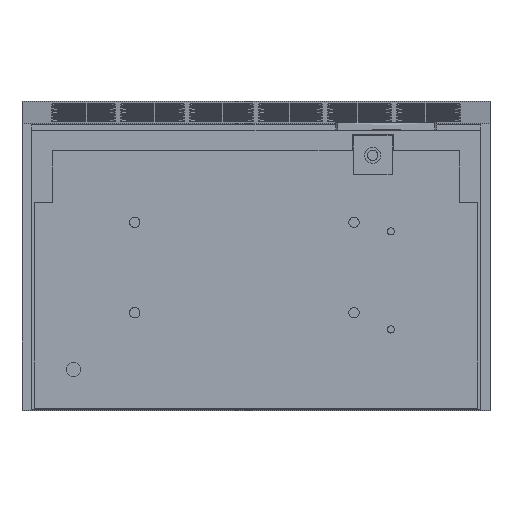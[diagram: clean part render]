
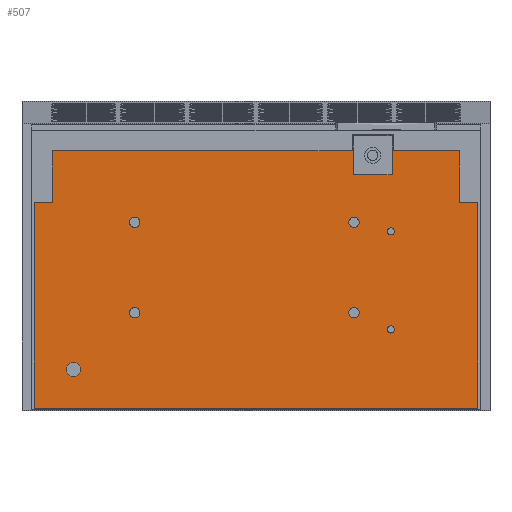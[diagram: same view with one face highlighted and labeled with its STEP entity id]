
A CAD part, front view. The second image highlights one B-rep face of the part: STEP entity #507.
In plain terms, the highlighted planar face has unit normal (0, -1, 0).
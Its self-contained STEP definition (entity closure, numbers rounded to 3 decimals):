
#507=ADVANCED_FACE('',(#2983,#2984,#2985,#2986,#2987,#2988,#2989,#2990,#2991),#2992,.T.);
#2983=FACE_OUTER_BOUND('',#6786,.T.);
#2984=FACE_BOUND('',#6787,.T.);
#2985=FACE_BOUND('',#6788,.T.);
#2986=FACE_BOUND('',#6789,.T.);
#2987=FACE_BOUND('',#6790,.T.);
#2988=FACE_BOUND('',#6791,.T.);
#2989=FACE_BOUND('',#6792,.T.);
#2990=FACE_BOUND('',#6793,.T.);
#2991=FACE_BOUND('',#6794,.T.);
#2992=PLANE('',#6795);
#6786=EDGE_LOOP('',(#14467,#14468,#14469,#14470,#14471,#14472,#14473,#14474,#14475,#14476,#14477,#14478));
#6787=EDGE_LOOP('',(#14479,#14480));
#6788=EDGE_LOOP('',(#14481,#14482));
#6789=EDGE_LOOP('',(#14483,#14484));
#6790=EDGE_LOOP('',(#14485,#14486));
#6791=EDGE_LOOP('',(#14487,#14488));
#6792=EDGE_LOOP('',(#14489,#14490));
#6793=EDGE_LOOP('',(#14491,#14492,#14493,#14494));
#6794=EDGE_LOOP('',(#14495,#14496));
#6795=AXIS2_PLACEMENT_3D('',#14497,#14498,#14499);
#14467=ORIENTED_EDGE('',*,*,#26463,.T.);
#14468=ORIENTED_EDGE('',*,*,#26461,.T.);
#14469=ORIENTED_EDGE('',*,*,#26459,.T.);
#14470=ORIENTED_EDGE('',*,*,#26457,.T.);
#14471=ORIENTED_EDGE('',*,*,#26455,.T.);
#14472=ORIENTED_EDGE('',*,*,#26453,.T.);
#14473=ORIENTED_EDGE('',*,*,#26451,.T.);
#14474=ORIENTED_EDGE('',*,*,#26449,.T.);
#14475=ORIENTED_EDGE('',*,*,#26447,.T.);
#14476=ORIENTED_EDGE('',*,*,#26445,.T.);
#14477=ORIENTED_EDGE('',*,*,#26443,.T.);
#14478=ORIENTED_EDGE('',*,*,#26441,.T.);
#14479=ORIENTED_EDGE('',*,*,#26464,.F.);
#14480=ORIENTED_EDGE('',*,*,#26465,.F.);
#14481=ORIENTED_EDGE('',*,*,#26466,.F.);
#14482=ORIENTED_EDGE('',*,*,#26467,.F.);
#14483=ORIENTED_EDGE('',*,*,#26468,.F.);
#14484=ORIENTED_EDGE('',*,*,#26469,.F.);
#14485=ORIENTED_EDGE('',*,*,#26470,.F.);
#14486=ORIENTED_EDGE('',*,*,#26471,.F.);
#14487=ORIENTED_EDGE('',*,*,#26472,.F.);
#14488=ORIENTED_EDGE('',*,*,#26473,.F.);
#14489=ORIENTED_EDGE('',*,*,#26474,.F.);
#14490=ORIENTED_EDGE('',*,*,#26475,.F.);
#14491=ORIENTED_EDGE('',*,*,#26476,.F.);
#14492=ORIENTED_EDGE('',*,*,#26477,.T.);
#14493=ORIENTED_EDGE('',*,*,#26478,.F.);
#14494=ORIENTED_EDGE('',*,*,#26479,.F.);
#14495=ORIENTED_EDGE('',*,*,#26480,.F.);
#14496=ORIENTED_EDGE('',*,*,#26481,.F.);
#14497=CARTESIAN_POINT('',(0.0,2.0,0.0));
#14498=DIRECTION('',(0.0,-1.0,0.0));
#14499=DIRECTION('',(0.0,0.0,-1.0));
#26441=EDGE_CURVE('',#32957,#32955,#32958,.T.);
#26443=EDGE_CURVE('',#32960,#32957,#32961,.T.);
#26445=EDGE_CURVE('',#32963,#32960,#32964,.T.);
#26447=EDGE_CURVE('',#32966,#32963,#32967,.T.);
#26449=EDGE_CURVE('',#32969,#32966,#32970,.T.);
#26451=EDGE_CURVE('',#32972,#32969,#32973,.T.);
#26453=EDGE_CURVE('',#32975,#32972,#32976,.T.);
#26455=EDGE_CURVE('',#32978,#32975,#32979,.T.);
#26457=EDGE_CURVE('',#32981,#32978,#32982,.T.);
#26459=EDGE_CURVE('',#32984,#32981,#32985,.T.);
#26461=EDGE_CURVE('',#32987,#32984,#32988,.T.);
#26463=EDGE_CURVE('',#32955,#32987,#32990,.T.);
#26464=EDGE_CURVE('',#32991,#32992,#32993,.T.);
#26465=EDGE_CURVE('',#32992,#32991,#32994,.T.);
#26466=EDGE_CURVE('',#32995,#32996,#32997,.T.);
#26467=EDGE_CURVE('',#32996,#32995,#32998,.T.);
#26468=EDGE_CURVE('',#32999,#33000,#33001,.T.);
#26469=EDGE_CURVE('',#33000,#32999,#33002,.T.);
#26470=EDGE_CURVE('',#33003,#33004,#33005,.T.);
#26471=EDGE_CURVE('',#33004,#33003,#33006,.T.);
#26472=EDGE_CURVE('',#33007,#33008,#33009,.T.);
#26473=EDGE_CURVE('',#33008,#33007,#33010,.T.);
#26474=EDGE_CURVE('',#33011,#33012,#33013,.T.);
#26475=EDGE_CURVE('',#33012,#33011,#33014,.T.);
#26476=EDGE_CURVE('',#33015,#33016,#33017,.T.);
#26477=EDGE_CURVE('',#33015,#33018,#33019,.T.);
#26478=EDGE_CURVE('',#33020,#33018,#33021,.T.);
#26479=EDGE_CURVE('',#33016,#33020,#33022,.T.);
#26480=EDGE_CURVE('',#33023,#33024,#33025,.T.);
#26481=EDGE_CURVE('',#33024,#33023,#33026,.T.);
#32955=VERTEX_POINT('',#44666);
#32957=VERTEX_POINT('',#44669);
#32958=LINE('',#44670,#44671);
#32960=VERTEX_POINT('',#44674);
#32961=LINE('',#44675,#44676);
#32963=VERTEX_POINT('',#44679);
#32964=LINE('',#44680,#44681);
#32966=VERTEX_POINT('',#44684);
#32967=LINE('',#44685,#44686);
#32969=VERTEX_POINT('',#44689);
#32970=LINE('',#44690,#44691);
#32972=VERTEX_POINT('',#44694);
#32973=LINE('',#44695,#44696);
#32975=VERTEX_POINT('',#44699);
#32976=LINE('',#44700,#44701);
#32978=VERTEX_POINT('',#44704);
#32979=LINE('',#44705,#44706);
#32981=VERTEX_POINT('',#44709);
#32982=LINE('',#44710,#44711);
#32984=VERTEX_POINT('',#44714);
#32985=LINE('',#44715,#44716);
#32987=VERTEX_POINT('',#44719);
#32988=LINE('',#44720,#44721);
#32990=LINE('',#44724,#44725);
#32991=VERTEX_POINT('',#44726);
#32992=VERTEX_POINT('',#44727);
#32993=CIRCLE('',#44728,4.0);
#32994=CIRCLE('',#44729,4.0);
#32995=VERTEX_POINT('',#44730);
#32996=VERTEX_POINT('',#44731);
#32997=CIRCLE('',#44732,4.0);
#32998=CIRCLE('',#44733,4.0);
#32999=VERTEX_POINT('',#44734);
#33000=VERTEX_POINT('',#44735);
#33001=CIRCLE('',#44736,4.0);
#33002=CIRCLE('',#44737,4.0);
#33003=VERTEX_POINT('',#44738);
#33004=VERTEX_POINT('',#44739);
#33005=CIRCLE('',#44740,2.75);
#33006=CIRCLE('',#44741,2.75);
#33007=VERTEX_POINT('',#44742);
#33008=VERTEX_POINT('',#44743);
#33009=CIRCLE('',#44744,4.0);
#33010=CIRCLE('',#44745,4.0);
#33011=VERTEX_POINT('',#44746);
#33012=VERTEX_POINT('',#44747);
#33013=CIRCLE('',#44748,2.75);
#33014=CIRCLE('',#44749,2.75);
#33015=VERTEX_POINT('',#44750);
#33016=VERTEX_POINT('',#44751);
#33017=LINE('',#44752,#44753);
#33018=VERTEX_POINT('',#44754);
#33019=LINE('',#44755,#44756);
#33020=VERTEX_POINT('',#44757);
#33021=LINE('',#44758,#44759);
#33022=LINE('',#44760,#44761);
#33023=VERTEX_POINT('',#44762);
#33024=VERTEX_POINT('',#44763);
#33025=CIRCLE('',#44764,5.5);
#33026=CIRCLE('',#44765,5.5);
#44666=CARTESIAN_POINT('',(332.0,2.0,200.5));
#44669=CARTESIAN_POINT('',(332.0,2.0,160.49));
#44670=CARTESIAN_POINT('',(332.0,2.0,160.49));
#44671=VECTOR('',#53409,40.01);
#44674=CARTESIAN_POINT('',(346.0,2.0,160.49));
#44675=CARTESIAN_POINT('',(346.0,2.0,160.49));
#44676=VECTOR('',#53411,14.0);
#44679=CARTESIAN_POINT('',(346.0,2.0,1.0));
#44680=CARTESIAN_POINT('',(346.0,2.0,1.0));
#44681=VECTOR('',#53413,159.49);
#44684=CARTESIAN_POINT('',(2.0,2.0,1.));
#44685=CARTESIAN_POINT('',(2.0,2.0,1.0));
#44686=VECTOR('',#53415,344.0);
#44689=CARTESIAN_POINT('',(2.0,2.0,160.49));
#44690=CARTESIAN_POINT('',(2.0,2.0,160.49));
#44691=VECTOR('',#53417,159.49);
#44694=CARTESIAN_POINT('',(16.0,2.0,160.49));
#44695=CARTESIAN_POINT('',(16.0,2.0,160.49));
#44696=VECTOR('',#53419,14.0);
#44699=CARTESIAN_POINT('',(16.0,2.0,200.5));
#44700=CARTESIAN_POINT('',(16.0,2.0,200.5));
#44701=VECTOR('',#53421,40.01);
#44704=CARTESIAN_POINT('',(248.5,2.0,200.5));
#44705=CARTESIAN_POINT('',(248.5,2.0,200.5));
#44706=VECTOR('',#53423,232.5);
#44709=CARTESIAN_POINT('',(248.5,2.0,213.0));
#44710=CARTESIAN_POINT('',(248.5,2.0,213.0));
#44711=VECTOR('',#53425,12.5);
#44714=CARTESIAN_POINT('',(280.5,2.0,213.0));
#44715=CARTESIAN_POINT('',(280.5,2.0,213.0));
#44716=VECTOR('',#53427,32.0);
#44719=CARTESIAN_POINT('',(280.5,2.0,200.5));
#44720=CARTESIAN_POINT('',(280.5,2.0,200.5));
#44721=VECTOR('',#53429,12.5);
#44724=CARTESIAN_POINT('',(332.0,2.0,200.5));
#44725=VECTOR('',#53431,51.5);
#44726=CARTESIAN_POINT('',(80.0,2.0,71.0));
#44727=CARTESIAN_POINT('',(80.0,2.0,79.0));
#44728=AXIS2_PLACEMENT_3D('',#53432,#53433,#53434);
#44729=AXIS2_PLACEMENT_3D('',#53435,#53436,#53437);
#44730=CARTESIAN_POINT('',(80.0,2.0,141.0));
#44731=CARTESIAN_POINT('',(80.0,2.0,149.0));
#44732=AXIS2_PLACEMENT_3D('',#53438,#53439,#53440);
#44733=AXIS2_PLACEMENT_3D('',#53441,#53442,#53443);
#44734=CARTESIAN_POINT('',(250.0,2.0,141.0));
#44735=CARTESIAN_POINT('',(250.0,2.0,149.0));
#44736=AXIS2_PLACEMENT_3D('',#53444,#53445,#53446);
#44737=AXIS2_PLACEMENT_3D('',#53447,#53448,#53449);
#44738=CARTESIAN_POINT('',(278.5,2.0,135.25));
#44739=CARTESIAN_POINT('',(278.5,2.0,140.75));
#44740=AXIS2_PLACEMENT_3D('',#53450,#53451,#53452);
#44741=AXIS2_PLACEMENT_3D('',#53453,#53454,#53455);
#44742=CARTESIAN_POINT('',(250.0,2.0,71.0));
#44743=CARTESIAN_POINT('',(250.0,2.0,79.0));
#44744=AXIS2_PLACEMENT_3D('',#53456,#53457,#53458);
#44745=AXIS2_PLACEMENT_3D('',#53459,#53460,#53461);
#44746=CARTESIAN_POINT('',(278.5,2.0,59.25));
#44747=CARTESIAN_POINT('',(278.5,2.0,64.75));
#44748=AXIS2_PLACEMENT_3D('',#53462,#53463,#53464);
#44749=AXIS2_PLACEMENT_3D('',#53465,#53466,#53467);
#44750=CARTESIAN_POINT('',(279.5,2.0,212.2));
#44751=CARTESIAN_POINT('',(249.5,2.0,212.2));
#44752=CARTESIAN_POINT('',(279.5,2.0,212.2));
#44753=VECTOR('',#53468,30.0);
#44754=CARTESIAN_POINT('',(279.5,2.0,182.0));
#44755=CARTESIAN_POINT('',(279.5,2.0,212.2));
#44756=VECTOR('',#53469,30.2);
#44757=CARTESIAN_POINT('',(249.5,2.0,182.0));
#44758=CARTESIAN_POINT('',(249.5,2.0,182.0));
#44759=VECTOR('',#53470,30.0);
#44760=CARTESIAN_POINT('',(249.5,2.0,212.2));
#44761=VECTOR('',#53471,30.2);
#44762=CARTESIAN_POINT('',(32.5,2.0,25.5));
#44763=CARTESIAN_POINT('',(32.5,2.0,36.5));
#44764=AXIS2_PLACEMENT_3D('',#53472,#53473,#53474);
#44765=AXIS2_PLACEMENT_3D('',#53475,#53476,#53477);
#53409=DIRECTION('',(0.0,0.0,1.0));
#53411=DIRECTION('',(-1.0,0.0,0.0));
#53413=DIRECTION('',(0.0,0.0,1.0));
#53415=DIRECTION('',(1.0,0.0,0.0));
#53417=DIRECTION('',(0.0,0.0,-1.0));
#53419=DIRECTION('',(-1.0,0.0,0.0));
#53421=DIRECTION('',(0.0,0.0,-1.0));
#53423=DIRECTION('',(-1.0,0.0,0.0));
#53425=DIRECTION('',(0.0,0.0,-1.0));
#53427=DIRECTION('',(-1.0,0.0,0.0));
#53429=DIRECTION('',(0.0,0.0,1.0));
#53431=DIRECTION('',(-1.0,0.0,0.0));
#53432=CARTESIAN_POINT('',(80.0,2.0,75.0));
#53433=DIRECTION('',(0.0,-1.0,0.0));
#53434=DIRECTION('',(0.0,0.0,-1.0));
#53435=CARTESIAN_POINT('',(80.0,2.0,75.0));
#53436=DIRECTION('',(0.0,-1.0,0.0));
#53437=DIRECTION('',(0.0,0.0,1.0));
#53438=CARTESIAN_POINT('',(80.0,2.0,145.0));
#53439=DIRECTION('',(0.0,-1.0,0.0));
#53440=DIRECTION('',(0.0,0.0,-1.0));
#53441=CARTESIAN_POINT('',(80.0,2.0,145.0));
#53442=DIRECTION('',(0.0,-1.0,0.0));
#53443=DIRECTION('',(0.0,0.0,1.0));
#53444=CARTESIAN_POINT('',(250.0,2.0,145.0));
#53445=DIRECTION('',(0.0,-1.0,0.0));
#53446=DIRECTION('',(0.0,0.0,-1.0));
#53447=CARTESIAN_POINT('',(250.0,2.0,145.0));
#53448=DIRECTION('',(0.0,-1.0,0.0));
#53449=DIRECTION('',(0.,0.0,1.0));
#53450=CARTESIAN_POINT('',(278.5,2.0,138.0));
#53451=DIRECTION('',(0.0,-1.0,0.0));
#53452=DIRECTION('',(0.0,0.0,-1.0));
#53453=CARTESIAN_POINT('',(278.5,2.0,138.0));
#53454=DIRECTION('',(0.0,-1.0,0.0));
#53455=DIRECTION('',(0.0,0.0,1.0));
#53456=CARTESIAN_POINT('',(250.0,2.0,75.0));
#53457=DIRECTION('',(0.0,-1.0,0.0));
#53458=DIRECTION('',(0.0,0.0,-1.0));
#53459=CARTESIAN_POINT('',(250.0,2.0,75.0));
#53460=DIRECTION('',(0.0,-1.0,0.0));
#53461=DIRECTION('',(0.0,0.0,1.0));
#53462=CARTESIAN_POINT('',(278.5,2.0,62.0));
#53463=DIRECTION('',(0.0,-1.0,0.0));
#53464=DIRECTION('',(0.0,0.0,-1.0));
#53465=CARTESIAN_POINT('',(278.5,2.0,62.0));
#53466=DIRECTION('',(0.0,-1.0,0.0));
#53467=DIRECTION('',(0.0,0.0,1.0));
#53468=DIRECTION('',(-1.0,0.0,0.0));
#53469=DIRECTION('',(0.0,0.0,-1.0));
#53470=DIRECTION('',(1.0,0.0,0.0));
#53471=DIRECTION('',(0.0,0.0,-1.0));
#53472=CARTESIAN_POINT('',(32.5,2.0,31.0));
#53473=DIRECTION('',(0.0,-1.0,0.0));
#53474=DIRECTION('',(0.0,0.0,-1.0));
#53475=CARTESIAN_POINT('',(32.5,2.0,31.0));
#53476=DIRECTION('',(0.0,-1.0,0.0));
#53477=DIRECTION('',(0.0,0.0,1.0));
